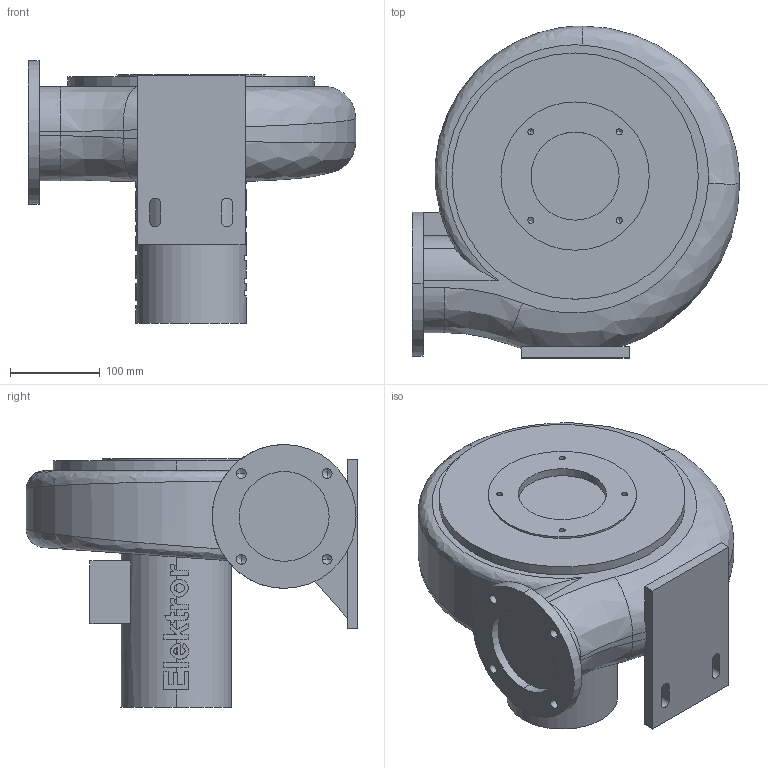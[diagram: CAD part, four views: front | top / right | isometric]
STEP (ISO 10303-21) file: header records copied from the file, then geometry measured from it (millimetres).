
FILE_DESCRIPTION((''),'2;1');
FILE_NAME('TB-0845-A03.stp','2006-06-26T08:18:44',('knienieder'),(''),'Autodesk Inventor 7','Autodesk Inventor 7','');
FILE_SCHEMA(('AUTOMOTIVE_DESIGN { 1 0 10303 214 1 1 1 1 }'));
Length unit declared in the file: millimetre
Products named in the file (1): TB-0845
Bounding box: 364 x 369 x 292.5 mm (x, y, z)
Volume: 11607305.4 mm3; surface area: 507875.4 mm2
Topology: 1 solids, 1 shells, 281 faces, 781 edges, 505 vertices
Faces by surface type: plane 149, bspline 94, cylinder 38
Entity records: 12003 total; most frequent: CARTESIAN_POINT 5373, ORIENTED_EDGE 1530, DIRECTION 1135, EDGE_CURVE 765, VERTEX_POINT 505, VECTOR 433, LINE 433, AXIS2_PLACEMENT_3D 351
